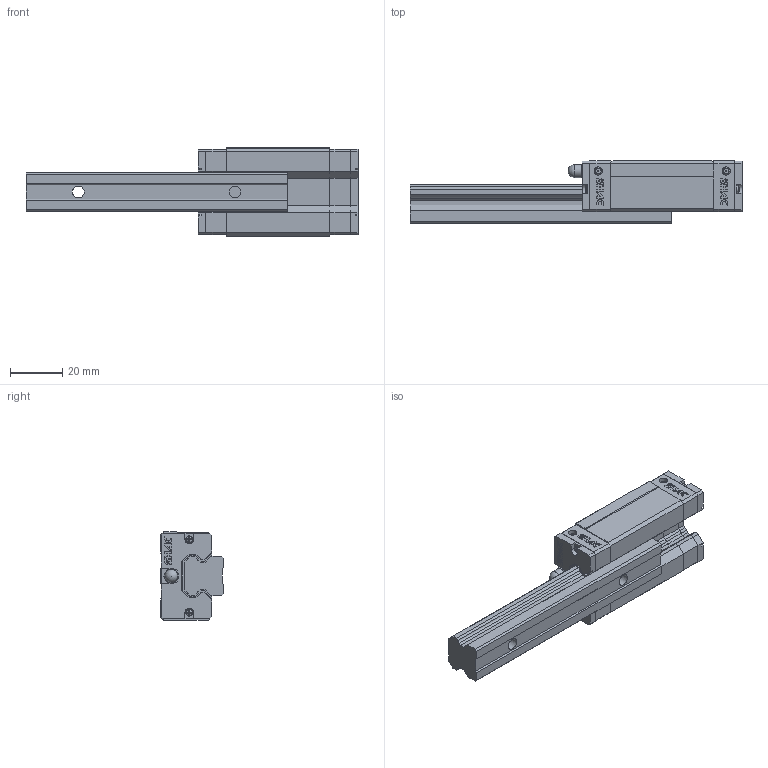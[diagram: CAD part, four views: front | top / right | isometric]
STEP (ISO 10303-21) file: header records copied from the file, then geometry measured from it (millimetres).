
FILE_DESCRIPTION(/* description */ ('STEP AP214'),/* implementation_level */ '2;1');
FILE_NAME(/* name */ 'GHL15CA1R100Z0C-20_20(1_1)',/* time_stamp */ '2025-09-18T10:00:40+02:00',/* author */ ('License CC BY-ND 4.0'),/* organization */ ('CADENAS'),/* preprocessor_version */ 'ST-DEVELOPER v19.3',/* originating_system */ 'PARTsolutions',/* authorisation */ ' ');
FILE_SCHEMA (('AUTOMOTIVE_DESIGN {1 0 10303 214 3 1 1}'));
Length unit declared in the file: millimetre
Products named in the file (8): GHL15CA1R100Z0C-20/20(1_1); GHR15R100C+RC-20/20(1)_RAIL; GHL15CA_SLIDER; GHL15CA_C; GHL15CA_P; GH15_SCREW; GH15_BOLT; GH15-_G
Assembly tree (12 placements, depth 2):
  GHL15CA1R100Z0C-20/20(1_1)
    GHR15R100C+RC-20/20(1)_RAIL
    GHL15CA_SLIDER
    GHL15CA_C  x2
    GHL15CA_P  x2
    GH15_SCREW  x4
    GH15_BOLT
    GH15-_G
Bounding box: 127.1 x 24 x 34 mm (x, y, z)
Volume: 50097.2 mm3; surface area: 20548.9 mm2
Topology: 12 solids, 12 shells, 754 faces, 2030 edges, 1346 vertices
Faces by surface type: plane 619, cylinder 105, cone 16, torus 9, sphere 5
Full cylindrical faces by diameter (mm): 0.426 x4, 2.64 x8, 3.15 x6, 3.242 x4, 4 x2, 4.5 x2, 4.6 x2, 5 x1, 5.5 x1, 7.5 x2
Entity records: 13770 total; most frequent: CARTESIAN_POINT 2427, ORIENTED_EDGE 2296, DIRECTION 2211, EDGE_CURVE 1148, LINE 977, VECTOR 977, VERTEX_POINT 785, AXIS2_PLACEMENT_3D 617
